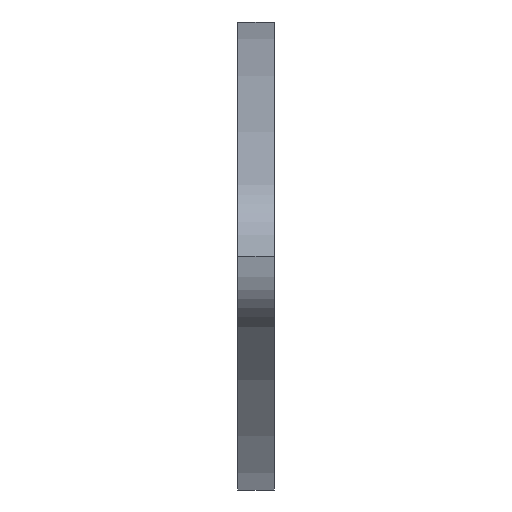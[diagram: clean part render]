
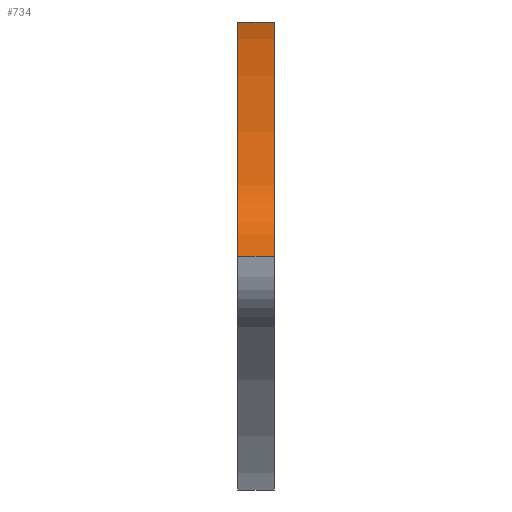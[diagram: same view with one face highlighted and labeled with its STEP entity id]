
A CAD part, front view. The second image highlights one B-rep face of the part: STEP entity #734.
In plain terms, the highlighted free-form (B-spline) face has degree [3, 1] with [17, 2] control points.
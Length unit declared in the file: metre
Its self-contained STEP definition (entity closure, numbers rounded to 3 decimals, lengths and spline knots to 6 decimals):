
#12=B_SPLINE_CURVE_WITH_KNOTS('',3,(#1088,#1089,#1090,#1091,#1092,#1093,
#1094,#1095,#1096),.UNSPECIFIED.,.F.,.F.,(4,1,1,1,1,1,4),(0.,0.094288,
0.217957,0.397223,0.587388,0.78553,1.),
 .UNSPECIFIED.);
#13=B_SPLINE_CURVE_WITH_KNOTS('',3,(#1101,#1102,#1103,#1104,#1105,#1106,
#1107,#1108,#1109),.UNSPECIFIED.,.F.,.F.,(4,1,1,1,1,1,4),(0.,0.094288,
0.217957,0.397223,0.587388,0.78553,1.),
 .UNSPECIFIED.);
#32=B_SPLINE_SURFACE_WITH_KNOTS('',3,1,((#1054,#1055),(#1056,#1057),(#1058,
#1059),(#1060,#1061),(#1062,#1063),(#1064,#1065),(#1066,#1067),(#1068,#1069),
(#1070,#1071),(#1072,#1073),(#1074,#1075),(#1076,#1077),(#1078,#1079),(#1080,
#1081),(#1082,#1083),(#1084,#1085),(#1086,#1087)),
 .SURF_OF_LINEAR_EXTRUSION.,.F.,.F.,.F.,(4,1,1,1,1,1,1,1,1,1,1,1,1,1,4),
(2,2),(0.,0.0625,0.09375,0.125,0.1875,0.25,0.3125,0.375,0.4375,0.5,0.625,
0.75,0.8125,0.875,1.),(0.,1.),.UNSPECIFIED.);
#111=ORIENTED_EDGE('',*,*,#310,.F.);
#112=ORIENTED_EDGE('',*,*,#311,.F.);
#113=ORIENTED_EDGE('',*,*,#312,.T.);
#114=ORIENTED_EDGE('',*,*,#313,.T.);
#310=EDGE_CURVE('',#406,#407,#12,.T.);
#311=EDGE_CURVE('',#408,#406,#481,.T.);
#312=EDGE_CURVE('',#408,#409,#13,.T.);
#313=EDGE_CURVE('',#409,#407,#482,.T.);
#406=VERTEX_POINT('',#1097);
#407=VERTEX_POINT('',#1098);
#408=VERTEX_POINT('',#1100);
#409=VERTEX_POINT('',#1110);
#481=LINE('',#1099,#550);
#482=LINE('',#1111,#551);
#550=VECTOR('',#882,1.);
#551=VECTOR('',#883,1.);
#592=EDGE_LOOP('',(#111,#112,#113,#114));
#653=FACE_BOUND('',#592,.T.);
#734=ADVANCED_FACE('',(#653),#32,.T.);
#882=DIRECTION('',(-1.,0.,0.));
#883=DIRECTION('',(-1.,0.,0.));
#1054=CARTESIAN_POINT('',(0.16937,-0.159125,0.08509));
#1055=CARTESIAN_POINT('',(0.16637,-0.159125,0.08509));
#1056=CARTESIAN_POINT('',(0.16937,-0.159062,0.08547));
#1057=CARTESIAN_POINT('',(0.16637,-0.159062,0.08547));
#1058=CARTESIAN_POINT('',(0.16937,-0.158941,0.086468));
#1059=CARTESIAN_POINT('',(0.16637,-0.158941,0.086468));
#1060=CARTESIAN_POINT('',(0.16937,-0.158445,0.08792));
#1061=CARTESIAN_POINT('',(0.16637,-0.158445,0.08792));
#1062=CARTESIAN_POINT('',(0.16937,-0.157629,0.089205));
#1063=CARTESIAN_POINT('',(0.16637,-0.157629,0.089205));
#1064=CARTESIAN_POINT('',(0.16937,-0.156045,0.090568));
#1065=CARTESIAN_POINT('',(0.16637,-0.156045,0.090568));
#1066=CARTESIAN_POINT('',(0.16937,-0.153342,0.092117));
#1067=CARTESIAN_POINT('',(0.16637,-0.153342,0.092117));
#1068=CARTESIAN_POINT('',(0.16937,-0.150035,0.093683));
#1069=CARTESIAN_POINT('',(0.16637,-0.150035,0.093683));
#1070=CARTESIAN_POINT('',(0.16937,-0.146398,0.095187));
#1071=CARTESIAN_POINT('',(0.16637,-0.146398,0.095187));
#1072=CARTESIAN_POINT('',(0.16937,-0.142732,0.096584));
#1073=CARTESIAN_POINT('',(0.16637,-0.142732,0.096584));
#1074=CARTESIAN_POINT('',(0.16937,-0.137878,0.098295));
#1075=CARTESIAN_POINT('',(0.16637,-0.137878,0.098295));
#1076=CARTESIAN_POINT('',(0.16937,-0.13162,0.100251));
#1077=CARTESIAN_POINT('',(0.16637,-0.13162,0.100251));
#1078=CARTESIAN_POINT('',(0.16937,-0.124928,0.101968));
#1079=CARTESIAN_POINT('',(0.16637,-0.124928,0.101968));
#1080=CARTESIAN_POINT('',(0.16937,-0.119621,0.102921));
#1081=CARTESIAN_POINT('',(0.16637,-0.119621,0.102921));
#1082=CARTESIAN_POINT('',(0.16937,-0.11426,0.103593));
#1083=CARTESIAN_POINT('',(0.16637,-0.11426,0.103593));
#1084=CARTESIAN_POINT('',(0.16937,-0.10979,0.103912));
#1085=CARTESIAN_POINT('',(0.16637,-0.10979,0.103912));
#1086=CARTESIAN_POINT('',(0.16937,-0.106307,0.10414));
#1087=CARTESIAN_POINT('',(0.16637,-0.106307,0.10414));
#1088=CARTESIAN_POINT('',(0.16637,-0.159125,0.08509));
#1089=CARTESIAN_POINT('',(0.16637,-0.15903,0.085663));
#1090=CARTESIAN_POINT('',(0.16637,-0.158719,0.088492));
#1091=CARTESIAN_POINT('',(0.16637,-0.154603,0.091764));
#1092=CARTESIAN_POINT('',(0.16637,-0.144818,0.095938));
#1093=CARTESIAN_POINT('',(0.16637,-0.133921,0.099655));
#1094=CARTESIAN_POINT('',(0.16637,-0.120923,0.103086));
#1095=CARTESIAN_POINT('',(0.16637,-0.112283,0.103749));
#1096=CARTESIAN_POINT('',(0.16637,-0.106307,0.10414));
#1097=CARTESIAN_POINT('',(0.16637,-0.159125,0.08509));
#1098=CARTESIAN_POINT('',(0.16637,-0.106307,0.10414));
#1099=CARTESIAN_POINT('',(0.16937,-0.159125,0.08509));
#1100=CARTESIAN_POINT('',(0.16937,-0.159125,0.08509));
#1101=CARTESIAN_POINT('',(0.16937,-0.159125,0.08509));
#1102=CARTESIAN_POINT('',(0.16937,-0.15903,0.085663));
#1103=CARTESIAN_POINT('',(0.16937,-0.158719,0.088492));
#1104=CARTESIAN_POINT('',(0.16937,-0.154603,0.091764));
#1105=CARTESIAN_POINT('',(0.16937,-0.144818,0.095938));
#1106=CARTESIAN_POINT('',(0.16937,-0.133921,0.099655));
#1107=CARTESIAN_POINT('',(0.16937,-0.120923,0.103086));
#1108=CARTESIAN_POINT('',(0.16937,-0.112283,0.103749));
#1109=CARTESIAN_POINT('',(0.16937,-0.106307,0.10414));
#1110=CARTESIAN_POINT('',(0.16937,-0.106307,0.10414));
#1111=CARTESIAN_POINT('',(0.16937,-0.106307,0.10414));
